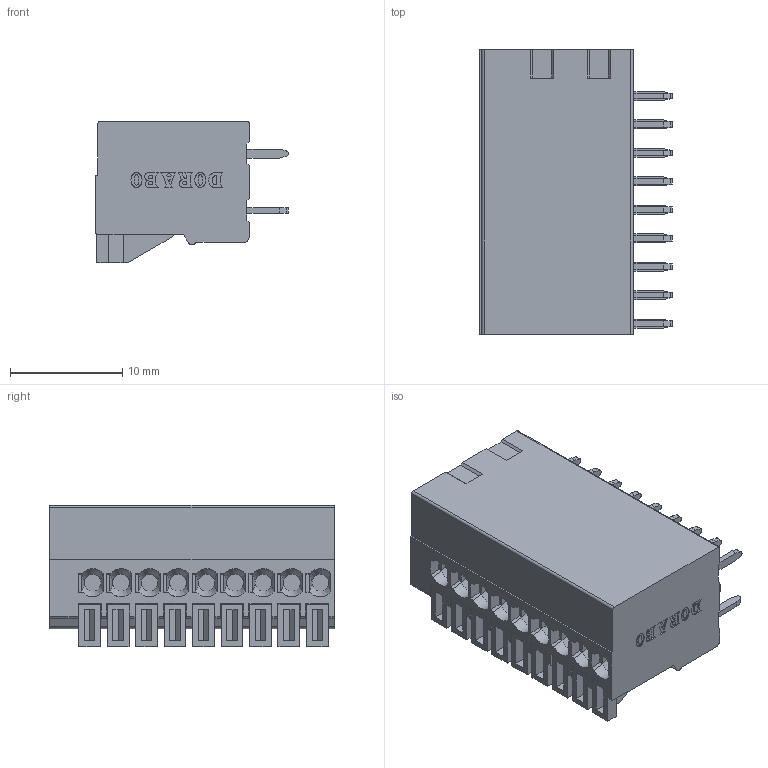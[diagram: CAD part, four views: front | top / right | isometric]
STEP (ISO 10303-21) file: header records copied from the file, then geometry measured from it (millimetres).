
FILE_DESCRIPTION((''),'2;1');
FILE_NAME('DB141V-254-1P','2023-07-11T',('86134'),(''),'PRO/ENGINEER BY PARAMETRIC TECHNOLOGY CORPORATION, 2010280','PRO/ENGINEER BY PARAMETRIC TECHNOLOGY CORPORATION, 2010280','');
FILE_SCHEMA(('CONFIG_CONTROL_DESIGN'));
Length unit declared in the file: millimetre
Products named in the file (1): DB141V-254-1P
Bounding box: 17.2 x 25.4 x 12.6 mm (x, y, z)
Volume: 3431.1 mm3; surface area: 2673.9 mm2
Topology: 1 solids, 49 shells, 1328 faces, 3468 edges, 2288 vertices
Faces by surface type: plane 1011, cylinder 220, extrusion 72, cone 21, bspline 4
Entity records: 42177 total; most frequent: CARTESIAN_POINT 9131, ORIENTED_EDGE 6936, DIRECTION 6406, EDGE_CURVE 3468, VECTOR 2862, LINE 2790, VERTEX_POINT 2288, AXIS2_PLACEMENT_3D 1772
